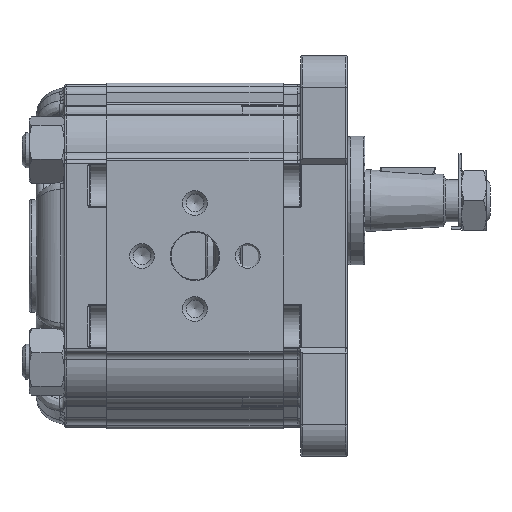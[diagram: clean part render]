
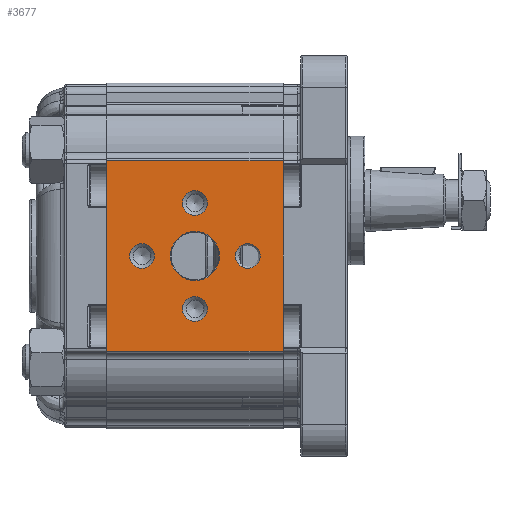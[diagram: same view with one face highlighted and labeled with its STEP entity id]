
A CAD part, left-side view. The second image highlights one B-rep face of the part: STEP entity #3677.
In plain terms, the highlighted planar face has unit normal (-1, 0, 0).
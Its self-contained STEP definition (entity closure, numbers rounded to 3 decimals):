
#3677 = ADVANCED_FACE( '', ( #7788, #7789, #7790, #7791, #7792, #7793 ), #7794, .T. );
#7788 = FACE_BOUND( '', #14461, .T. );
#7789 = FACE_BOUND( '', #14462, .T. );
#7790 = FACE_BOUND( '', #14463, .T. );
#7791 = FACE_BOUND( '', #14464, .T. );
#7792 = FACE_BOUND( '', #14465, .T. );
#7793 = FACE_OUTER_BOUND( '', #14466, .T. );
#7794 = PLANE( '', #14467 );
#14461 = EDGE_LOOP( '', ( #25761 ) );
#14462 = EDGE_LOOP( '', ( #25762 ) );
#14463 = EDGE_LOOP( '', ( #25763 ) );
#14464 = EDGE_LOOP( '', ( #25764 ) );
#14465 = EDGE_LOOP( '', ( #25765 ) );
#14466 = EDGE_LOOP( '', ( #25766, #25767, #25768, #25769 ) );
#14467 = AXIS2_PLACEMENT_3D( '', #25770, #25771, #25772 );
#25761 = ORIENTED_EDGE( '', *, *, #30866, .T. );
#25762 = ORIENTED_EDGE( '', *, *, #30610, .T. );
#25763 = ORIENTED_EDGE( '', *, *, #32137, .T. );
#25764 = ORIENTED_EDGE( '', *, *, #32921, .T. );
#25765 = ORIENTED_EDGE( '', *, *, #32922, .T. );
#25766 = ORIENTED_EDGE( '', *, *, #32902, .F. );
#25767 = ORIENTED_EDGE( '', *, *, #32923, .F. );
#25768 = ORIENTED_EDGE( '', *, *, #29965, .T. );
#25769 = ORIENTED_EDGE( '', *, *, #32924, .T. );
#25770 = CARTESIAN_POINT( '', ( -43., 50., 27.048 ) );
#25771 = DIRECTION( '', ( -1., 0., 0. ) );
#25772 = DIRECTION( '', ( 0., 0., 1. ) );
#29965 = EDGE_CURVE( '', #35827, #35825, #35828, .T. );
#30610 = EDGE_CURVE( '', #36841, #36841, #36842, .F. );
#30866 = EDGE_CURVE( '', #37220, #37220, #37221, .F. );
#32137 = EDGE_CURVE( '', #38956, #38956, #38957, .F. );
#32902 = EDGE_CURVE( '', #39878, #39880, #39881, .T. );
#32921 = EDGE_CURVE( '', #39902, #39902, #39903, .F. );
#32922 = EDGE_CURVE( '', #39904, #39904, #39905, .F. );
#32923 = EDGE_CURVE( '', #35827, #39878, #39906, .T. );
#32924 = EDGE_CURVE( '', #35825, #39880, #39907, .T. );
#35825 = VERTEX_POINT( '', #45689 );
#35827 = VERTEX_POINT( '', #45691 );
#35828 = LINE( '', #45692, #45693 );
#36841 = VERTEX_POINT( '', #47792 );
#36842 = CIRCLE( '', #47793, 3.5 );
#37220 = VERTEX_POINT( '', #48684 );
#37221 = CIRCLE( '', #48685, 3.5 );
#38956 = VERTEX_POINT( '', #52278 );
#38957 = CIRCLE( '', #52279, 3.5 );
#39878 = VERTEX_POINT( '', #54291 );
#39880 = VERTEX_POINT( '', #54293 );
#39881 = LINE( '', #54294, #54295 );
#39902 = VERTEX_POINT( '', #54323 );
#39903 = CIRCLE( '', #54324, 3.5 );
#39904 = VERTEX_POINT( '', #54325 );
#39905 = CIRCLE( '', #54326, 6.95 );
#39906 = LINE( '', #54327, #54328 );
#39907 = LINE( '', #54329, #54330 );
#45689 = CARTESIAN_POINT( '', ( -43., 50., -27.048 ) );
#45691 = CARTESIAN_POINT( '', ( -43., 50., 27.048 ) );
#45692 = CARTESIAN_POINT( '', ( -43., 50., 27.048 ) );
#45693 = VECTOR( '', #57076, 1000. );
#47792 = CARTESIAN_POINT( '', ( -43., 40., 3.5 ) );
#47793 = AXIS2_PLACEMENT_3D( '', #57855, #57856, #57857 );
#48684 = CARTESIAN_POINT( '', ( -43., 10., 3.5 ) );
#48685 = AXIS2_PLACEMENT_3D( '', #58149, #58150, #58151 );
#52278 = CARTESIAN_POINT( '', ( -43., 25., -11.5 ) );
#52279 = AXIS2_PLACEMENT_3D( '', #59561, #59562, #59563 );
#54291 = CARTESIAN_POINT( '', ( -43., 0., 27.048 ) );
#54293 = CARTESIAN_POINT( '', ( -43., 0., -27.048 ) );
#54294 = CARTESIAN_POINT( '', ( -43., 0., 27.048 ) );
#54295 = VECTOR( '', #60239, 1000. );
#54323 = CARTESIAN_POINT( '', ( -43., 25., 18.5 ) );
#54324 = AXIS2_PLACEMENT_3D( '', #60259, #60260, #60261 );
#54325 = CARTESIAN_POINT( '', ( -43., 25., 6.95 ) );
#54326 = AXIS2_PLACEMENT_3D( '', #60262, #60263, #60264 );
#54327 = CARTESIAN_POINT( '', ( -43., 50., 27.048 ) );
#54328 = VECTOR( '', #60265, 1000. );
#54329 = CARTESIAN_POINT( '', ( -43., 50., -27.048 ) );
#54330 = VECTOR( '', #60266, 1000. );
#57076 = DIRECTION( '', ( 0., 0., -1. ) );
#57855 = CARTESIAN_POINT( '', ( -43., 40., 0. ) );
#57856 = DIRECTION( '', ( -1., 0., 0. ) );
#57857 = DIRECTION( '', ( 0., 0., 1. ) );
#58149 = CARTESIAN_POINT( '', ( -43., 10., 0. ) );
#58150 = DIRECTION( '', ( -1., 0., 0. ) );
#58151 = DIRECTION( '', ( 0., 0., 1. ) );
#59561 = CARTESIAN_POINT( '', ( -43., 25., -15. ) );
#59562 = DIRECTION( '', ( -1., 0., 0. ) );
#59563 = DIRECTION( '', ( 0., 0., 1. ) );
#60239 = DIRECTION( '', ( 0., 0., -1. ) );
#60259 = CARTESIAN_POINT( '', ( -43., 25., 15. ) );
#60260 = DIRECTION( '', ( -1., 0., 0. ) );
#60261 = DIRECTION( '', ( 0., 0., 1. ) );
#60262 = CARTESIAN_POINT( '', ( -43., 25., 0. ) );
#60263 = DIRECTION( '', ( -1., 0., 0. ) );
#60264 = DIRECTION( '', ( 0., 0., 1. ) );
#60265 = DIRECTION( '', ( 0., -1., 0. ) );
#60266 = DIRECTION( '', ( 0., -1., 0. ) );
